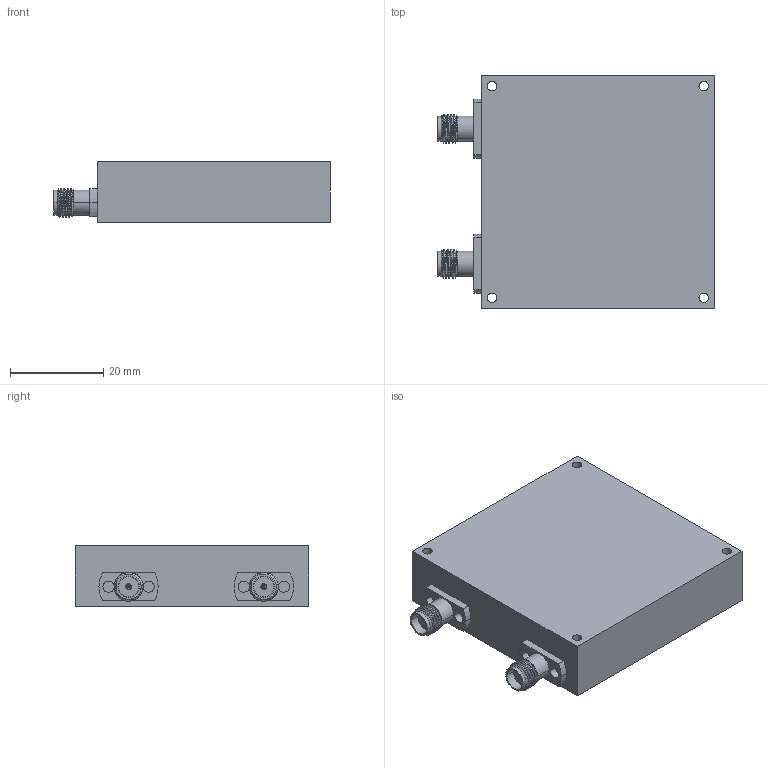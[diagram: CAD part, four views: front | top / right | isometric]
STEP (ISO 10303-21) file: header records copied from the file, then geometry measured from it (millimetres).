
FILE_DESCRIPTION (( 'STEP AP214' ), '1' );
FILE_NAME ('OT-EC-SM4, Defeatured.STEP', '2025-02-19T21:12:36', ( '' ), ( '' ), 'SwSTEP 2.0', 'SolidWorks 2021', '' );
FILE_SCHEMA (( 'AUTOMOTIVE_DESIGN' ));
Length unit declared in the file: inch
Products named in the file (1): OT-EC-SM4, Defeatured
Bounding box: 59.4 x 50 x 13 mm (x, y, z)
Volume: 32671.3 mm3; surface area: 9632.7 mm2
Topology: 10 solids, 10 shells, 435 faces, 1137 edges, 751 vertices
Faces by surface type: plane 280, cylinder 135, cone 16, bspline 4
Entity records: 17774 total; most frequent: CARTESIAN_POINT 4866, ORIENTED_EDGE 2266, DIRECTION 2121, EDGE_CURVE 1133, LINE 813, VECTOR 813, VERTEX_POINT 751, AXIS2_PLACEMENT_3D 654
